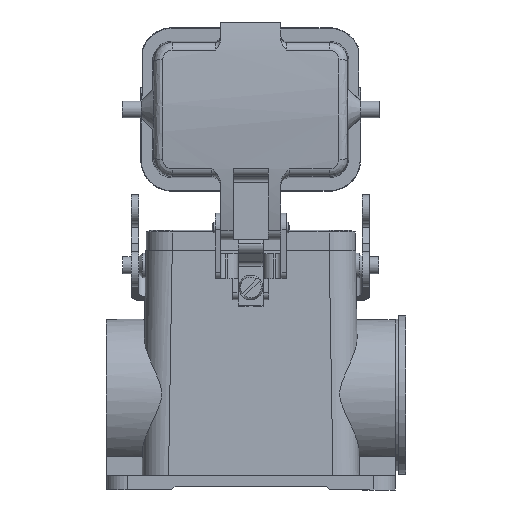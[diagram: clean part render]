
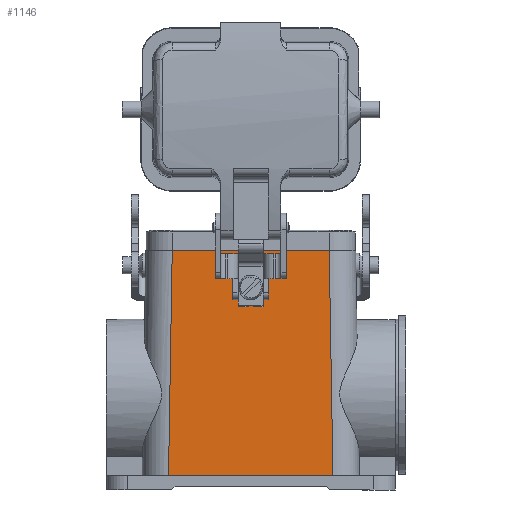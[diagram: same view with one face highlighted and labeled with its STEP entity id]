
A CAD part, front view. The second image highlights one B-rep face of the part: STEP entity #1146.
In plain terms, the highlighted planar face has unit normal (0, -1, 0.009).
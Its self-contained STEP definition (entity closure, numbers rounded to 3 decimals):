
#946=CARTESIAN_POINT('',(0.0,-22.075,-58.25));
#947=DIRECTION('',(0.0,-1.,0.009));
#948=DIRECTION('',(0.0,-0.009,-1.));
#949=AXIS2_PLACEMENT_3D('',#946,#947,#948);
#950=PLANE('',#949);
#951=CARTESIAN_POINT('',(-1.75,-21.511,4.45));
#952=VERTEX_POINT('',#951);
#953=CARTESIAN_POINT('',(-1.75,-21.509,4.75));
#954=VERTEX_POINT('',#953);
#955=CARTESIAN_POINT('',(-1.75,-21.511,4.45));
#956=DIRECTION('',(0.0,0.009,1.));
#957=VECTOR('',#956,0.3);
#958=LINE('',#955,#957);
#959=EDGE_CURVE('',#952,#954,#958,.T.);
#960=ORIENTED_EDGE('',*,*,#959,.F.);
#961=CARTESIAN_POINT('',(-1.6,-21.511,4.45));
#962=VERTEX_POINT('',#961);
#963=CARTESIAN_POINT('',(-1.6,-21.511,4.45));
#964=DIRECTION('',(-1.0,0.0,0.0));
#965=VECTOR('',#964,0.15);
#966=LINE('',#963,#965);
#967=EDGE_CURVE('',#962,#952,#966,.T.);
#968=ORIENTED_EDGE('',*,*,#967,.F.);
#969=CARTESIAN_POINT('',(-1.6,-21.5,5.7));
#970=VERTEX_POINT('',#969);
#971=CARTESIAN_POINT('',(-1.6,-21.5,5.7));
#972=DIRECTION('',(0.0,-0.009,-1.));
#973=VECTOR('',#972,1.25);
#974=LINE('',#971,#973);
#975=EDGE_CURVE('',#970,#962,#974,.T.);
#976=ORIENTED_EDGE('',*,*,#975,.F.);
#977=CARTESIAN_POINT('',(-22.3,-21.5,5.7));
#978=VERTEX_POINT('',#977);
#979=CARTESIAN_POINT('',(-22.3,-21.5,5.7));
#980=DIRECTION('',(1.0,0.0,0.0));
#981=VECTOR('',#980,20.7);
#982=LINE('',#979,#981);
#983=EDGE_CURVE('',#978,#970,#982,.T.);
#984=ORIENTED_EDGE('',*,*,#983,.F.);
#985=CARTESIAN_POINT('',(-23.35,-22.075,-58.25));
#986=VERTEX_POINT('',#985);
#987=CARTESIAN_POINT('',(-22.3,-21.5,5.7));
#988=DIRECTION('',(-0.016,-0.009,-1.));
#989=VECTOR('',#988,63.961);
#990=LINE('',#987,#989);
#991=EDGE_CURVE('',#978,#986,#990,.T.);
#992=ORIENTED_EDGE('',*,*,#991,.T.);
#993=CARTESIAN_POINT('',(23.35,-22.075,-58.25));
#994=VERTEX_POINT('',#993);
#995=CARTESIAN_POINT('',(-23.35,-22.075,-58.25));
#996=DIRECTION('',(1.0,0.0,0.0));
#997=VECTOR('',#996,46.7);
#998=LINE('',#995,#997);
#999=EDGE_CURVE('',#986,#994,#998,.T.);
#1000=ORIENTED_EDGE('',*,*,#999,.T.);
#1001=CARTESIAN_POINT('',(22.3,-21.5,5.7));
#1002=VERTEX_POINT('',#1001);
#1003=CARTESIAN_POINT('',(23.35,-22.075,-58.25));
#1004=DIRECTION('',(-0.016,0.009,1.));
#1005=VECTOR('',#1004,63.961);
#1006=LINE('',#1003,#1005);
#1007=EDGE_CURVE('',#994,#1002,#1006,.T.);
#1008=ORIENTED_EDGE('',*,*,#1007,.T.);
#1009=CARTESIAN_POINT('',(1.6,-21.5,5.7));
#1010=VERTEX_POINT('',#1009);
#1011=CARTESIAN_POINT('',(1.6,-21.5,5.7));
#1012=DIRECTION('',(1.0,0.0,0.0));
#1013=VECTOR('',#1012,20.7);
#1014=LINE('',#1011,#1013);
#1015=EDGE_CURVE('',#1010,#1002,#1014,.T.);
#1016=ORIENTED_EDGE('',*,*,#1015,.F.);
#1017=CARTESIAN_POINT('',(1.6,-21.511,4.45));
#1018=VERTEX_POINT('',#1017);
#1019=CARTESIAN_POINT('',(1.6,-21.511,4.45));
#1020=DIRECTION('',(0.,0.009,1.));
#1021=VECTOR('',#1020,1.25);
#1022=LINE('',#1019,#1021);
#1023=EDGE_CURVE('',#1018,#1010,#1022,.T.);
#1024=ORIENTED_EDGE('',*,*,#1023,.F.);
#1025=CARTESIAN_POINT('',(1.75,-21.511,4.45));
#1026=VERTEX_POINT('',#1025);
#1027=CARTESIAN_POINT('',(1.75,-21.511,4.45));
#1028=DIRECTION('',(-1.0,0.0,0.0));
#1029=VECTOR('',#1028,0.15);
#1030=LINE('',#1027,#1029);
#1031=EDGE_CURVE('',#1026,#1018,#1030,.T.);
#1032=ORIENTED_EDGE('',*,*,#1031,.F.);
#1033=CARTESIAN_POINT('',(1.75,-21.509,4.75));
#1034=VERTEX_POINT('',#1033);
#1035=CARTESIAN_POINT('',(1.75,-21.509,4.75));
#1036=DIRECTION('',(0.0,-0.009,-1.));
#1037=VECTOR('',#1036,0.3);
#1038=LINE('',#1035,#1037);
#1039=EDGE_CURVE('',#1034,#1026,#1038,.T.);
#1040=ORIENTED_EDGE('',*,*,#1039,.F.);
#1041=CARTESIAN_POINT('',(3.6,-21.509,4.75));
#1042=VERTEX_POINT('',#1041);
#1043=CARTESIAN_POINT('',(3.6,-21.509,4.75));
#1044=DIRECTION('',(-1.0,0.0,0.0));
#1045=VECTOR('',#1044,1.85);
#1046=LINE('',#1043,#1045);
#1047=EDGE_CURVE('',#1042,#1034,#1046,.T.);
#1048=ORIENTED_EDGE('',*,*,#1047,.F.);
#1049=CARTESIAN_POINT('',(3.6,-21.625,-8.25));
#1050=VERTEX_POINT('',#1049);
#1051=CARTESIAN_POINT('',(3.6,-21.509,4.75));
#1052=DIRECTION('',(0.,-0.009,-1.));
#1053=VECTOR('',#1052,13.);
#1054=LINE('',#1051,#1053);
#1055=EDGE_CURVE('',#1042,#1050,#1054,.T.);
#1056=ORIENTED_EDGE('',*,*,#1055,.T.);
#1057=CARTESIAN_POINT('',(3.5,-21.625,-8.25));
#1058=VERTEX_POINT('',#1057);
#1059=CARTESIAN_POINT('',(3.5,-21.625,-8.25));
#1060=DIRECTION('',(1.0,0.0,0.0));
#1061=VECTOR('',#1060,0.1);
#1062=LINE('',#1059,#1061);
#1063=EDGE_CURVE('',#1058,#1050,#1062,.T.);
#1064=ORIENTED_EDGE('',*,*,#1063,.F.);
#1065=CARTESIAN_POINT('',(3.5,-21.643,-10.25));
#1066=VERTEX_POINT('',#1065);
#1067=CARTESIAN_POINT('',(3.5,-21.643,-10.25));
#1068=DIRECTION('',(0.0,0.009,1.));
#1069=VECTOR('',#1068,2.);
#1070=LINE('',#1067,#1069);
#1071=EDGE_CURVE('',#1066,#1058,#1070,.T.);
#1072=ORIENTED_EDGE('',*,*,#1071,.F.);
#1073=CARTESIAN_POINT('',(0.707,-21.643,-10.25));
#1074=VERTEX_POINT('',#1073);
#1075=CARTESIAN_POINT('',(0.707,-21.643,-10.25));
#1076=DIRECTION('',(1.0,0.0,0.0));
#1077=VECTOR('',#1076,2.793);
#1078=LINE('',#1075,#1077);
#1079=EDGE_CURVE('',#1074,#1066,#1078,.T.);
#1080=ORIENTED_EDGE('',*,*,#1079,.F.);
#1081=CARTESIAN_POINT('',(0.354,-21.64,-9.896));
#1082=VERTEX_POINT('',#1081);
#1083=CARTESIAN_POINT('',(0.354,-21.64,-9.896));
#1084=DIRECTION('',(0.707,-0.006,-0.707));
#1085=VECTOR('',#1084,0.5);
#1086=LINE('',#1083,#1085);
#1087=EDGE_CURVE('',#1082,#1074,#1086,.T.);
#1088=ORIENTED_EDGE('',*,*,#1087,.F.);
#1089=CARTESIAN_POINT('',(-0.354,-21.64,-9.896));
#1090=VERTEX_POINT('',#1089);
#1091=CARTESIAN_POINT('',(0.,-21.643,-10.25));
#1092=DIRECTION('',(0.0,1.,-0.009));
#1093=DIRECTION('',(0.,0.009,1.));
#1094=AXIS2_PLACEMENT_3D('',#1091,#1092,#1093);
#1095=CIRCLE('',#1094,0.5);
#1096=EDGE_CURVE('',#1090,#1082,#1095,.T.);
#1097=ORIENTED_EDGE('',*,*,#1096,.F.);
#1098=CARTESIAN_POINT('',(-0.707,-21.643,-10.25));
#1099=VERTEX_POINT('',#1098);
#1100=CARTESIAN_POINT('',(-0.707,-21.643,-10.25));
#1101=DIRECTION('',(0.707,0.006,0.707));
#1102=VECTOR('',#1101,0.5);
#1103=LINE('',#1100,#1102);
#1104=EDGE_CURVE('',#1099,#1090,#1103,.T.);
#1105=ORIENTED_EDGE('',*,*,#1104,.F.);
#1106=CARTESIAN_POINT('',(-3.5,-21.643,-10.25));
#1107=VERTEX_POINT('',#1106);
#1108=CARTESIAN_POINT('',(-3.5,-21.643,-10.25));
#1109=DIRECTION('',(1.0,0.0,0.0));
#1110=VECTOR('',#1109,2.793);
#1111=LINE('',#1108,#1110);
#1112=EDGE_CURVE('',#1107,#1099,#1111,.T.);
#1113=ORIENTED_EDGE('',*,*,#1112,.F.);
#1114=CARTESIAN_POINT('',(-3.5,-21.625,-8.25));
#1115=VERTEX_POINT('',#1114);
#1116=CARTESIAN_POINT('',(-3.5,-21.625,-8.25));
#1117=DIRECTION('',(0.,-0.009,-1.));
#1118=VECTOR('',#1117,2.);
#1119=LINE('',#1116,#1118);
#1120=EDGE_CURVE('',#1115,#1107,#1119,.T.);
#1121=ORIENTED_EDGE('',*,*,#1120,.F.);
#1122=CARTESIAN_POINT('',(-3.6,-21.625,-8.25));
#1123=VERTEX_POINT('',#1122);
#1124=CARTESIAN_POINT('',(-3.6,-21.625,-8.25));
#1125=DIRECTION('',(1.0,0.0,0.0));
#1126=VECTOR('',#1125,0.1);
#1127=LINE('',#1124,#1126);
#1128=EDGE_CURVE('',#1123,#1115,#1127,.T.);
#1129=ORIENTED_EDGE('',*,*,#1128,.F.);
#1130=CARTESIAN_POINT('',(-3.6,-21.509,4.75));
#1131=VERTEX_POINT('',#1130);
#1132=CARTESIAN_POINT('',(-3.6,-21.625,-8.25));
#1133=DIRECTION('',(0.0,0.009,1.));
#1134=VECTOR('',#1133,13.);
#1135=LINE('',#1132,#1134);
#1136=EDGE_CURVE('',#1123,#1131,#1135,.T.);
#1137=ORIENTED_EDGE('',*,*,#1136,.T.);
#1138=CARTESIAN_POINT('',(-1.75,-21.509,4.75));
#1139=DIRECTION('',(-1.0,0.0,0.0));
#1140=VECTOR('',#1139,1.85);
#1141=LINE('',#1138,#1140);
#1142=EDGE_CURVE('',#954,#1131,#1141,.T.);
#1143=ORIENTED_EDGE('',*,*,#1142,.F.);
#1144=EDGE_LOOP('',(#960,#968,#976,#984,#992,#1000,#1008,#1016,#1024,#1032,#1040,#1048,#1056,#1064,#1072,#1080,#1088,#1097,#1105,#1113,#1121,#1129,#1137,#1143));
#1145=FACE_OUTER_BOUND('',#1144,.T.);
#1146=ADVANCED_FACE('',(#1145),#950,.T.);
